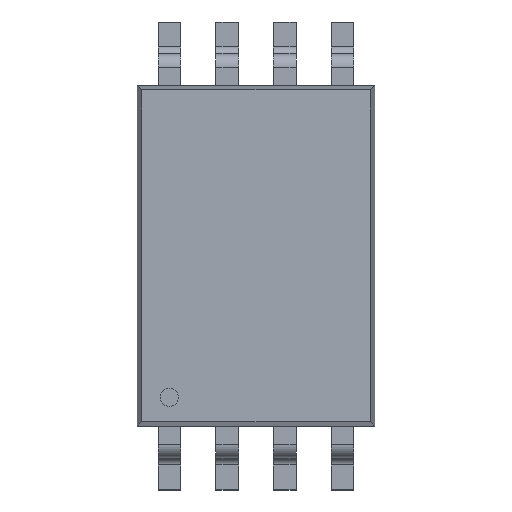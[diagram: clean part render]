
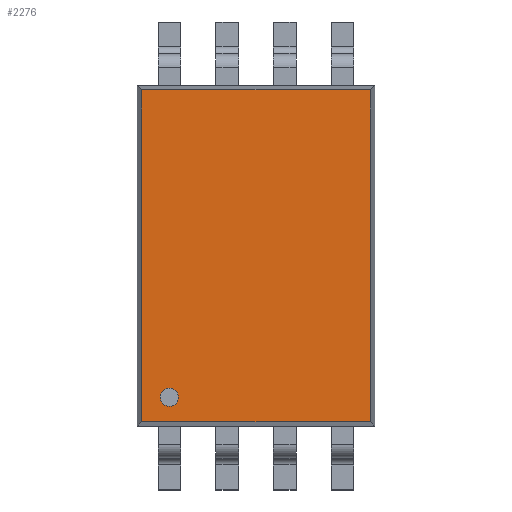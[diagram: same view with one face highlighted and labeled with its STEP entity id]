
A CAD part, top view. The second image highlights one B-rep face of the part: STEP entity #2276.
In plain terms, the highlighted planar face has unit normal (0, 0, 1).
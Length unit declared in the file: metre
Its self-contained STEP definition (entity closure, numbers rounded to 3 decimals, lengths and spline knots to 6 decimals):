
#135=CIRCLE('',#2592,0.0002);
#729=ORIENTED_EDGE('',*,*,#1073,.T.);
#730=ORIENTED_EDGE('',*,*,#1074,.T.);
#731=ORIENTED_EDGE('',*,*,#1075,.T.);
#732=ORIENTED_EDGE('',*,*,#1076,.T.);
#733=ORIENTED_EDGE('',*,*,#1077,.T.);
#1073=EDGE_CURVE('',#1291,#1291,#135,.F.);
#1074=EDGE_CURVE('',#1292,#1293,#1537,.T.);
#1075=EDGE_CURVE('',#1293,#1294,#1538,.T.);
#1076=EDGE_CURVE('',#1294,#1295,#1539,.T.);
#1077=EDGE_CURVE('',#1295,#1292,#1540,.T.);
#1291=VERTEX_POINT('',#3890);
#1292=VERTEX_POINT('',#3892);
#1293=VERTEX_POINT('',#3893);
#1294=VERTEX_POINT('',#3895);
#1295=VERTEX_POINT('',#3897);
#1537=LINE('',#3891,#1789);
#1538=LINE('',#3894,#1790);
#1539=LINE('',#3896,#1791);
#1540=LINE('',#3898,#1792);
#1789=VECTOR('',#3223,1.);
#1790=VECTOR('',#3224,1.);
#1791=VECTOR('',#3225,1.);
#1792=VECTOR('',#3226,1.);
#1921=EDGE_LOOP('',(#729));
#1922=EDGE_LOOP('',(#730,#731,#732,#733));
#2051=FACE_BOUND('',#1921,.T.);
#2052=FACE_BOUND('',#1922,.T.);
#2149=PLANE('',#2591);
#2276=ADVANCED_FACE('',(#2051,#2052),#2149,.T.);
#2591=AXIS2_PLACEMENT_3D('',#3888,#3219,#3220);
#2592=AXIS2_PLACEMENT_3D('',#3889,#3221,#3222);
#3219=DIRECTION('',(0.,0.,1.));
#3220=DIRECTION('',(1.,0.,0.));
#3221=DIRECTION('',(0.,0.,1.));
#3222=DIRECTION('',(1.,0.,0.));
#3223=DIRECTION('',(0.,1.,0.));
#3224=DIRECTION('',(-1.,0.,0.));
#3225=DIRECTION('',(0.,-1.,0.));
#3226=DIRECTION('',(1.,0.,0.));
#3888=CARTESIAN_POINT('',(0.,0.,0.00265));
#3889=CARTESIAN_POINT('',(-0.001905,-0.003115,0.00265));
#3890=CARTESIAN_POINT('',(-0.001705,-0.003115,0.00265));
#3891=CARTESIAN_POINT('',(0.00251,0.,0.00265));
#3892=CARTESIAN_POINT('',(0.00251,-0.00365,0.00265));
#3893=CARTESIAN_POINT('',(0.00251,0.00365,0.00265));
#3894=CARTESIAN_POINT('',(0.,0.00365,0.00265));
#3895=CARTESIAN_POINT('',(-0.00251,0.00365,0.00265));
#3896=CARTESIAN_POINT('',(-0.00251,-0.00375,0.00265));
#3897=CARTESIAN_POINT('',(-0.00251,-0.00365,0.00265));
#3898=CARTESIAN_POINT('',(0.00261,-0.00365,0.00265));
